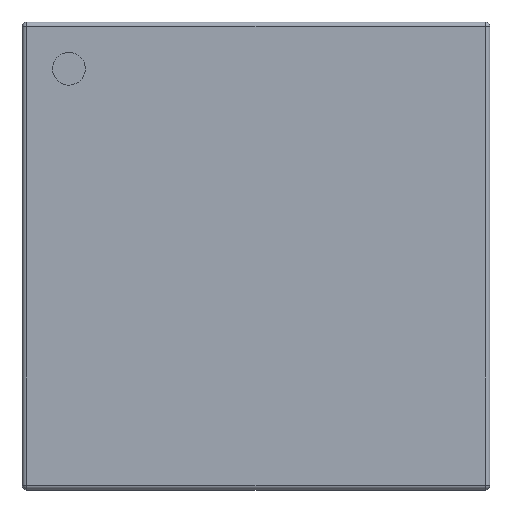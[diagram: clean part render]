
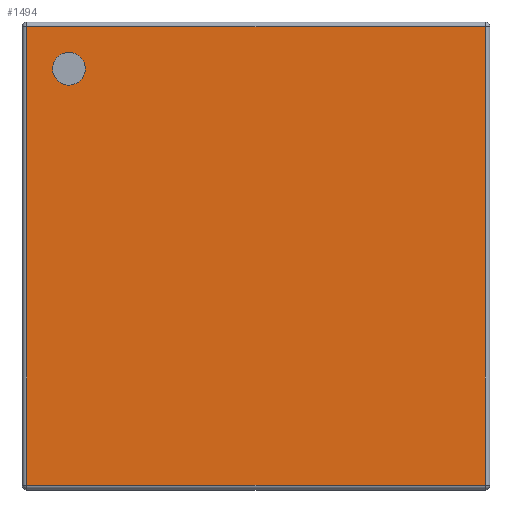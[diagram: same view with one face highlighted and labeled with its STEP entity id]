
A CAD part, top view. The second image highlights one B-rep face of the part: STEP entity #1494.
In plain terms, the highlighted planar face has unit normal (0, 0, 1).
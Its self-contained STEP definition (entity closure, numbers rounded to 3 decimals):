
#130 = DIRECTION ( 'NONE',  ( 1., 0., 0. ) ) ;
#207 = DIRECTION ( 'NONE',  ( 0., -1., 0. ) ) ;
#239 = CARTESIAN_POINT ( 'NONE',  ( -2.158, 2.105, 1.35 ) ) ;
#336 = LINE ( 'NONE', #1469, #674 ) ;
#576 = VECTOR ( 'NONE', #2182, 1000. ) ;
#584 = VERTEX_POINT ( 'NONE', #3774 ) ;
#674 = VECTOR ( 'NONE', #1391, 1000. ) ;
#691 = EDGE_CURVE ( 'NONE', #1812, #2328, #909, .T. ) ;
#797 = ORIENTED_EDGE ( 'NONE', *, *, #2029, .T. ) ;
#909 = LINE ( 'NONE', #3386, #2061 ) ;
#1174 = VERTEX_POINT ( 'NONE', #1894 ) ;
#1391 = DIRECTION ( 'NONE',  ( -1., 0., 0. ) ) ;
#1405 = CARTESIAN_POINT ( 'NONE',  ( 2.5, -2.45, 1.35 ) ) ;
#1459 = CARTESIAN_POINT ( 'NONE',  ( -1.825, 1.948, 1.35 ) ) ;
#1469 = CARTESIAN_POINT ( 'NONE',  ( -2.5, 2.45, 1.35 ) ) ;
#1494 = ADVANCED_FACE ( 'NONE', ( #2624, #4023 ), #3351, .T. ) ;
#1734 = ORIENTED_EDGE ( 'NONE', *, *, #4555, .T. ) ;
#1789 = CARTESIAN_POINT ( 'NONE',  ( -2.045, 1.805, 1.35 ) ) ;
#1803 = CARTESIAN_POINT ( 'NONE',  ( 0., 0., 1.35 ) ) ;
#1812 = VERTEX_POINT ( 'NONE', #3369 ) ;
#1894 = CARTESIAN_POINT ( 'NONE',  ( -1.825, 2., 1.35 ) ) ;
#1930 = AXIS2_PLACEMENT_3D ( 'NONE', #1803, #3242, #130 ) ;
#1982 = CARTESIAN_POINT ( 'NONE',  ( -2.45, -2.45, 1.35 ) ) ;
#2022 = ORIENTED_EDGE ( 'NONE', *, *, #2374, .T. ) ;
#2029 = EDGE_CURVE ( 'NONE', #2328, #584, #3913, .T. ) ;
#2061 = VECTOR ( 'NONE', #207, 1000. ) ;
#2182 = DIRECTION ( 'NONE',  ( 1., 0., 0. ) ) ;
#2263 = EDGE_LOOP ( 'NONE', ( #2022, #1734 ) ) ;
#2303 = B_SPLINE_CURVE_WITH_KNOTS ( 'NONE', 3,
 ( #4423, #1459, #3556, #1789, #3228, #2495, #4213 ),
 .UNSPECIFIED., .F., .F.,
 ( 4, 1, 1, 1, 4 ),
 ( 0., 0.143, 0.286, 0.429, 0.5 ),
 .UNSPECIFIED. ) ;
#2325 = CARTESIAN_POINT ( 'NONE',  ( -2.045, 2.195, 1.35 ) ) ;
#2328 = VERTEX_POINT ( 'NONE', #1982 ) ;
#2374 = EDGE_CURVE ( 'NONE', #1174, #4494, #2303, .T. ) ;
#2378 = LINE ( 'NONE', #3789, #4395 ) ;
#2495 = CARTESIAN_POINT ( 'NONE',  ( -2.175, 1.974, 1.35 ) ) ;
#2497 = VERTEX_POINT ( 'NONE', #2824 ) ;
#2624 = FACE_OUTER_BOUND ( 'NONE', #3265, .T. ) ;
#2708 = CARTESIAN_POINT ( 'NONE',  ( -1.875, 2.156, 1.35 ) ) ;
#2723 = EDGE_CURVE ( 'NONE', #584, #2497, #2378, .T. ) ;
#2824 = CARTESIAN_POINT ( 'NONE',  ( 2.45, 2.45, 1.35 ) ) ;
#3059 = CARTESIAN_POINT ( 'NONE',  ( -1.825, 2., 1.35 ) ) ;
#3228 = CARTESIAN_POINT ( 'NONE',  ( -2.158, 1.895, 1.35 ) ) ;
#3240 = ORIENTED_EDGE ( 'NONE', *, *, #3538, .T. ) ;
#3242 = DIRECTION ( 'NONE',  ( 0., 0., 1. ) ) ;
#3265 = EDGE_LOOP ( 'NONE', ( #3555, #797, #4217, #3240 ) ) ;
#3351 = PLANE ( 'NONE',  #1930 ) ;
#3369 = CARTESIAN_POINT ( 'NONE',  ( -2.45, 2.45, 1.35 ) ) ;
#3386 = CARTESIAN_POINT ( 'NONE',  ( -2.45, -2.5, 1.35 ) ) ;
#3538 = EDGE_CURVE ( 'NONE', #2497, #1812, #336, .T. ) ;
#3555 = ORIENTED_EDGE ( 'NONE', *, *, #691, .T. ) ;
#3556 = CARTESIAN_POINT ( 'NONE',  ( -1.875, 1.844, 1.35 ) ) ;
#3774 = CARTESIAN_POINT ( 'NONE',  ( 2.45, -2.45, 1.35 ) ) ;
#3777 = CARTESIAN_POINT ( 'NONE',  ( -2.175, 2., 1.35 ) ) ;
#3789 = CARTESIAN_POINT ( 'NONE',  ( 2.45, 2.5, 1.35 ) ) ;
#3802 = CARTESIAN_POINT ( 'NONE',  ( -2.175, 2., 1.35 ) ) ;
#3913 = LINE ( 'NONE', #1405, #576 ) ;
#4023 = FACE_BOUND ( 'NONE', #2263, .T. ) ;
#4163 = CARTESIAN_POINT ( 'NONE',  ( -1.825, 2.052, 1.35 ) ) ;
#4213 = CARTESIAN_POINT ( 'NONE',  ( -2.175, 2., 1.35 ) ) ;
#4217 = ORIENTED_EDGE ( 'NONE', *, *, #2723, .T. ) ;
#4295 = B_SPLINE_CURVE_WITH_KNOTS ( 'NONE', 3,
 ( #3777, #4493, #239, #2325, #2708, #4163, #3059 ),
 .UNSPECIFIED., .F., .F.,
 ( 4, 1, 1, 1, 4 ),
 ( 0.5, 0.571, 0.714, 0.857, 1. ),
 .UNSPECIFIED. ) ;
#4395 = VECTOR ( 'NONE', #4540, 1000. ) ;
#4423 = CARTESIAN_POINT ( 'NONE',  ( -1.825, 2., 1.35 ) ) ;
#4493 = CARTESIAN_POINT ( 'NONE',  ( -2.175, 2.026, 1.35 ) ) ;
#4494 = VERTEX_POINT ( 'NONE', #3802 ) ;
#4540 = DIRECTION ( 'NONE',  ( 0., 1., 0. ) ) ;
#4555 = EDGE_CURVE ( 'NONE', #4494, #1174, #4295, .T. ) ;
